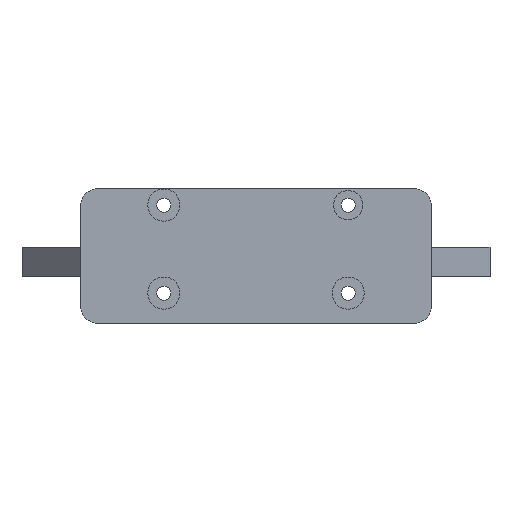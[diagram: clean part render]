
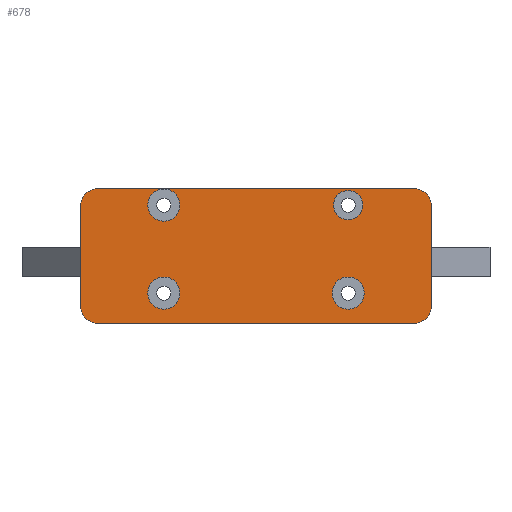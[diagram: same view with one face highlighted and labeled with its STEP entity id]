
A CAD part, front view. The second image highlights one B-rep face of the part: STEP entity #678.
In plain terms, the highlighted planar face has unit normal (0, -1, 0).
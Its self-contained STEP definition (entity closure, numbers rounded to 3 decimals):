
#39=LINE('',#1094,#99);
#44=LINE('',#1102,#104);
#47=LINE('',#1108,#107);
#51=LINE('',#1115,#111);
#99=VECTOR('',#897,1000.);
#104=VECTOR('',#904,1000.);
#107=VECTOR('',#909,1000.);
#111=VECTOR('',#915,1000.);
#159=FACE_BOUND('',#239,.T.);
#160=FACE_BOUND('',#240,.T.);
#161=FACE_BOUND('',#241,.T.);
#162=FACE_BOUND('',#242,.T.);
#192=FACE_OUTER_BOUND('',#238,.T.);
#238=EDGE_LOOP('',(#547,#548,#549,#550,#551,#552,#553,#554));
#239=EDGE_LOOP('',(#555));
#240=EDGE_LOOP('',(#556));
#241=EDGE_LOOP('',(#557));
#242=EDGE_LOOP('',(#558));
#275=CIRCLE('',#722,2.75);
#276=CIRCLE('',#724,2.75);
#277=CIRCLE('',#726,2.75);
#278=CIRCLE('',#728,2.5);
#295=CIRCLE('',#759,3.);
#296=CIRCLE('',#760,3.);
#297=CIRCLE('',#761,3.);
#298=CIRCLE('',#762,3.);
#307=VERTEX_POINT('',#1003);
#308=VERTEX_POINT('',#1007);
#309=VERTEX_POINT('',#1011);
#310=VERTEX_POINT('',#1015);
#339=VERTEX_POINT('',#1092);
#340=VERTEX_POINT('',#1093);
#341=VERTEX_POINT('',#1099);
#342=VERTEX_POINT('',#1101);
#343=VERTEX_POINT('',#1105);
#344=VERTEX_POINT('',#1107);
#345=VERTEX_POINT('',#1112);
#346=VERTEX_POINT('',#1114);
#368=EDGE_CURVE('',#307,#307,#275,.T.);
#370=EDGE_CURVE('',#308,#308,#276,.T.);
#372=EDGE_CURVE('',#309,#309,#277,.T.);
#374=EDGE_CURVE('',#310,#310,#278,.T.);
#411=EDGE_CURVE('',#339,#340,#39,.T.);
#416=EDGE_CURVE('',#341,#342,#44,.T.);
#419=EDGE_CURVE('',#343,#344,#47,.T.);
#423=EDGE_CURVE('',#345,#346,#51,.T.);
#425=EDGE_CURVE('',#341,#340,#295,.T.);
#426=EDGE_CURVE('',#339,#346,#296,.T.);
#427=EDGE_CURVE('',#345,#344,#297,.T.);
#428=EDGE_CURVE('',#343,#342,#298,.T.);
#547=ORIENTED_EDGE('',*,*,#416,.F.);
#548=ORIENTED_EDGE('',*,*,#425,.T.);
#549=ORIENTED_EDGE('',*,*,#411,.F.);
#550=ORIENTED_EDGE('',*,*,#426,.T.);
#551=ORIENTED_EDGE('',*,*,#423,.F.);
#552=ORIENTED_EDGE('',*,*,#427,.T.);
#553=ORIENTED_EDGE('',*,*,#419,.F.);
#554=ORIENTED_EDGE('',*,*,#428,.T.);
#555=ORIENTED_EDGE('',*,*,#368,.T.);
#556=ORIENTED_EDGE('',*,*,#370,.T.);
#557=ORIENTED_EDGE('',*,*,#372,.T.);
#558=ORIENTED_EDGE('',*,*,#374,.T.);
#644=PLANE('',#758);
#678=ADVANCED_FACE('',(#192,#159,#160,#161,#162),#644,.T.);
#722=AXIS2_PLACEMENT_3D('',#1005,#808,#809);
#724=AXIS2_PLACEMENT_3D('',#1009,#813,#814);
#726=AXIS2_PLACEMENT_3D('',#1013,#818,#819);
#728=AXIS2_PLACEMENT_3D('',#1017,#823,#824);
#758=AXIS2_PLACEMENT_3D('',#1117,#917,#918);
#759=AXIS2_PLACEMENT_3D('',#1118,#919,#920);
#760=AXIS2_PLACEMENT_3D('',#1119,#921,#922);
#761=AXIS2_PLACEMENT_3D('',#1120,#923,#924);
#762=AXIS2_PLACEMENT_3D('',#1121,#925,#926);
#808=DIRECTION('center_axis',(0.,1.,0.));
#809=DIRECTION('ref_axis',(1.,0.,0.));
#813=DIRECTION('center_axis',(0.,1.,0.));
#814=DIRECTION('ref_axis',(1.,0.,0.));
#818=DIRECTION('center_axis',(0.,1.,0.));
#819=DIRECTION('ref_axis',(1.,0.,0.));
#823=DIRECTION('center_axis',(0.,1.,0.));
#824=DIRECTION('ref_axis',(-1.,0.,0.));
#897=DIRECTION('',(0.,0.,-1.));
#904=DIRECTION('',(-1.,0.,0.));
#909=DIRECTION('',(0.,0.,1.));
#915=DIRECTION('',(1.,0.,0.));
#917=DIRECTION('center_axis',(0.,-1.,0.));
#918=DIRECTION('ref_axis',(0.,0.,
-1.));
#919=DIRECTION('center_axis',(0.,-1.,0.));
#920=DIRECTION('ref_axis',(0.,0.,
-1.));
#921=DIRECTION('center_axis',(0.,-1.,0.));
#922=DIRECTION('ref_axis',(0.,0.,
-1.));
#923=DIRECTION('center_axis',(0.,-1.,0.));
#924=DIRECTION('ref_axis',(0.,0.,
-1.));
#925=DIRECTION('center_axis',(0.,-1.,0.));
#926=DIRECTION('ref_axis',(0.,0.,
-1.));
#1003=CARTESIAN_POINT('',(31.5,0.,-15.04));
#1005=CARTESIAN_POINT('Origin',(34.25,0.,-15.04));
#1007=CARTESIAN_POINT('',(0.,0.,-15.04));
#1009=CARTESIAN_POINT('Origin',(2.75,0.,-15.04));
#1011=CARTESIAN_POINT('',(0.,0.,0.));
#1013=CARTESIAN_POINT('Origin',(2.75,0.,0.));
#1015=CARTESIAN_POINT('',(36.75,0.,0.));
#1017=CARTESIAN_POINT('Origin',(34.25,0.,0.));
#1092=CARTESIAN_POINT('',(48.5,0.,-0.2));
#1093=CARTESIAN_POINT('',(48.5,0.,-17.2));
#1094=CARTESIAN_POINT('',(48.5,0.,2.8));
#1099=CARTESIAN_POINT('',(45.5,0.,-20.2));
#1101=CARTESIAN_POINT('',(-8.5,0.,-20.2));
#1102=CARTESIAN_POINT('',(-11.5,0.,-20.2));
#1105=CARTESIAN_POINT('',(-11.5,0.,-17.2));
#1107=CARTESIAN_POINT('',(-11.5,0.,-0.2));
#1108=CARTESIAN_POINT('',(-11.5,0.,2.8));
#1112=CARTESIAN_POINT('',(-8.5,0.,2.8));
#1114=CARTESIAN_POINT('',(45.5,0.,2.8));
#1115=CARTESIAN_POINT('',(-11.5,0.,2.8));
#1117=CARTESIAN_POINT('Origin',(18.5,0.,-8.7));
#1118=CARTESIAN_POINT('Origin',(45.5,0.,-17.2));
#1119=CARTESIAN_POINT('Origin',(45.5,0.,-0.2));
#1120=CARTESIAN_POINT('Origin',(-8.5,0.,-0.2));
#1121=CARTESIAN_POINT('Origin',(-8.5,0.,
-17.2));
